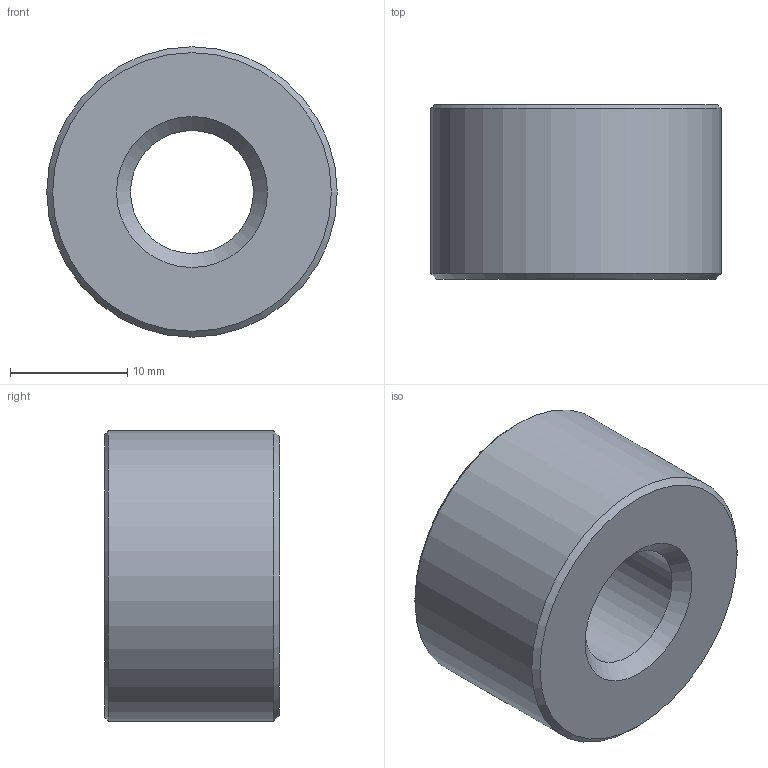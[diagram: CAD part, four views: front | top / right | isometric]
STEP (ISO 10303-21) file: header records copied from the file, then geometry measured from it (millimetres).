
FILE_DESCRIPTION (( 'STEP AP214' ), '1' );
FILE_NAME ('STARK_809 128.STEP', '2017-11-13T09:26:55', ( '' ), ( '' ), 'SwSTEP 2.0', 'SolidWorks 2017', '' );
FILE_SCHEMA (( 'AUTOMOTIVE_DESIGN' ));
Length unit declared in the file: millimetre
Products named in the file (1): STARK_809 128
Bounding box: 24.8 x 14.9 x 24.8 mm (x, y, z)
Volume: 5778.2 mm3; surface area: 2417.4 mm2
Topology: 1 solids, 1 shells, 14 faces, 32 edges, 20 vertices
Faces by surface type: cone 8, cylinder 4, plane 2
Full cylindrical faces by diameter (mm): 4.1 x2, 10.5 x1, 24.8 x1
Entity records: 322 total; most frequent: DIRECTION 58, CARTESIAN_POINT 43, AXIS2_PLACEMENT_3D 29, EDGE_LOOP 28, ORIENTED_EDGE 28, FACE_OUTER_BOUND 18, ADVANCED_FACE 14, EDGE_CURVE 14
